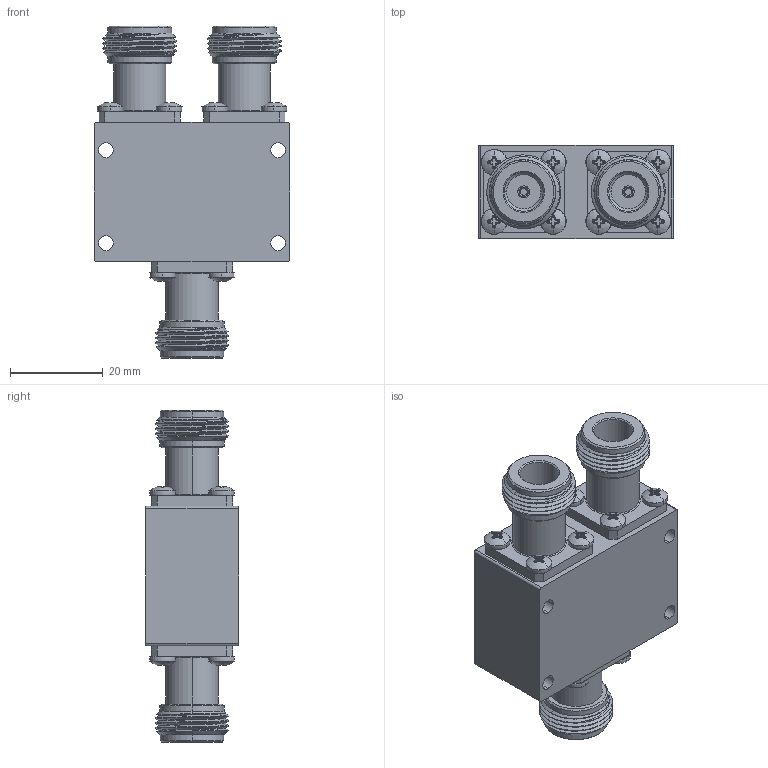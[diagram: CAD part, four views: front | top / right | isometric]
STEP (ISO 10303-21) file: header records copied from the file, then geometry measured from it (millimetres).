
FILE_DESCRIPTION (( 'STEP AP214' ), '1' );
FILE_NAME ('FMDV1264_3D.step', '2025-03-18T15:11:26', ( '' ), ( '' ), 'SwSTEP 2.0', 'SolidWorks 2022', '' );
FILE_SCHEMA (( 'AUTOMOTIVE_DESIGN' ));
Length unit declared in the file: inch
Products named in the file (3): FMDV1264_3D; N Female^FMDV1264; Body^FMDV1264
Assembly tree (4 placements, depth 2):
  FMDV1264_3D
    Body^FMDV1264
    N Female^FMDV1264  x3
Bounding box: 42 x 20.03 x 71.4 mm (x, y, z)
Volume: 32799 mm3; surface area: 14716.7 mm2
Topology: 16 solids, 19 shells, 1772 faces, 4356 edges, 2682 vertices
Faces by surface type: plane 502, bspline 451, cone 426, cylinder 291, torus 78, sphere 24
Entity records: 33054 total; most frequent: CARTESIAN_POINT 15672, ORIENTED_EDGE 3936, DIRECTION 2808, EDGE_CURVE 1968, VERTEX_POINT 1238, AXIS2_PLACEMENT_3D 984, LINE 840, VECTOR 840
